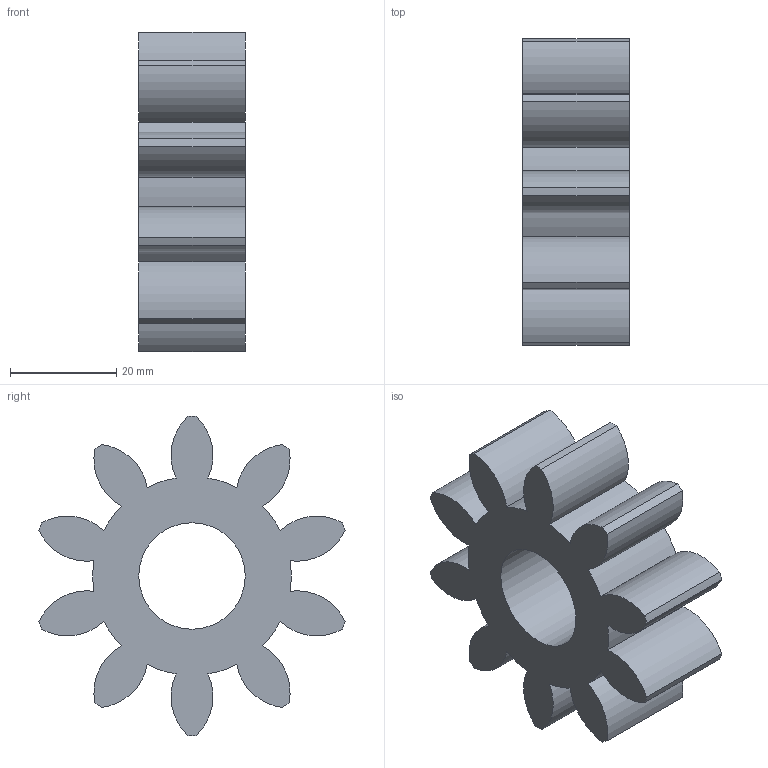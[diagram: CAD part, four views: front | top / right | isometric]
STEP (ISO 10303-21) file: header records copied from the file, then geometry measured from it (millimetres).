
FILE_DESCRIPTION (( 'STEP AP214' ), '1' );
FILE_NAME ('spur gear.STEP', '2023-11-03T08:11:44', ( '' ), ( '' ), 'SwSTEP 2.0', 'SolidWorks 2020', '' );
FILE_SCHEMA (( 'AUTOMOTIVE_DESIGN' ));
Length unit declared in the file: millimetre
Products named in the file (1): spur gear
Bounding box: 20 x 57.53 x 60 mm (x, y, z)
Volume: 30256.4 mm3; surface area: 10785 mm2
Topology: 1 solids, 1 shells, 43 faces, 124 edges, 83 vertices
Faces by surface type: cylinder 41, plane 2
Full cylindrical faces by diameter (mm): 20 x1
Entity records: 1492 total; most frequent: DIRECTION 292, CARTESIAN_POINT 248, ORIENTED_EDGE 244, AXIS2_PLACEMENT_3D 126, EDGE_CURVE 122, CIRCLE 82, VERTEX_POINT 82, EDGE_LOOP 46
